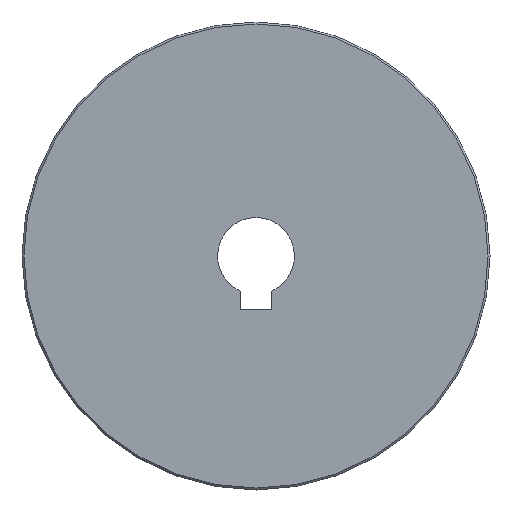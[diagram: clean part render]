
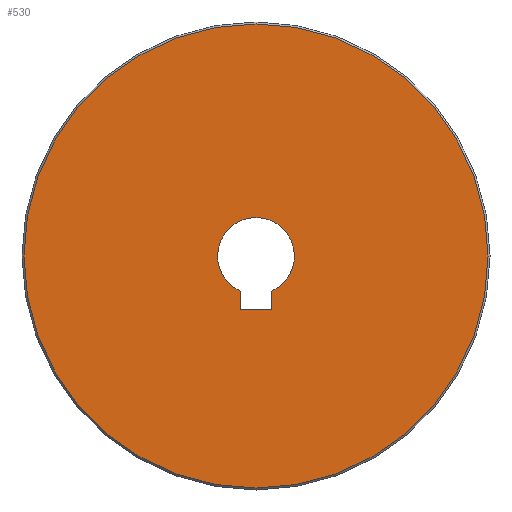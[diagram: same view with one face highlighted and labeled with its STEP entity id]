
A CAD part, front view. The second image highlights one B-rep face of the part: STEP entity #530.
In plain terms, the highlighted planar face has unit normal (0, -1, 0).
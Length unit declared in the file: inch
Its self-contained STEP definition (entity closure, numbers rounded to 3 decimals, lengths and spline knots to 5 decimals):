
#3 = ORIENTED_EDGE ( 'NONE', *, *, #410, .T. ) ;
#25 = VERTEX_POINT ( 'NONE', #688 ) ;
#32 = AXIS2_PLACEMENT_3D ( 'NONE', #155, #157, #148 ) ;
#42 = ORIENTED_EDGE ( 'NONE', *, *, #423, .T. ) ;
#43 = ORIENTED_EDGE ( 'NONE', *, *, #439, .T. ) ;
#78 = VERTEX_POINT ( 'NONE', #686 ) ;
#86 = AXIS2_PLACEMENT_3D ( 'NONE', #367, #362, #359 ) ;
#96 = CARTESIAN_POINT ( 'NONE',  ( -0.0795, 0., -0.18008 ) ) ;
#101 = AXIS2_PLACEMENT_3D ( 'NONE', #459, #456, #454 ) ;
#104 = CARTESIAN_POINT ( 'NONE',  ( 0.0795, 0., -0.18008 ) ) ;
#105 = ORIENTED_EDGE ( 'NONE', *, *, #381, .T. ) ;
#114 = VERTEX_POINT ( 'NONE', #680 ) ;
#137 = AXIS2_PLACEMENT_3D ( 'NONE', #593, #592, #591 ) ;
#148 = DIRECTION ( 'NONE',  ( 0., 0., 1. ) ) ;
#152 = PLANE ( 'NONE',  #32 ) ;
#155 = CARTESIAN_POINT ( 'NONE',  ( 0., 0., 0. ) ) ;
#157 = DIRECTION ( 'NONE',  ( 0., 1., 0. ) ) ;
#199 = FACE_BOUND ( 'NONE', #641, .T. ) ;
#245 = FACE_OUTER_BOUND ( 'NONE', #642, .T. ) ;
#267 = EDGE_CURVE ( 'NONE', #114, #321, #475, .T. ) ;
#321 = VERTEX_POINT ( 'NONE', #557 ) ;
#329 = CIRCLE ( 'NONE', #86, 1.19 ) ;
#333 = VECTOR ( 'NONE', #408, 39.37008 ) ;
#348 = LINE ( 'NONE', #436, #333 ) ;
#352 = VECTOR ( 'NONE', #433, 39.37008 ) ;
#359 = DIRECTION ( 'NONE',  ( 0., 0., 1. ) ) ;
#362 = DIRECTION ( 'NONE',  ( 0., -1., 0. ) ) ;
#367 = CARTESIAN_POINT ( 'NONE',  ( 0., 0., 0. ) ) ;
#368 = VECTOR ( 'NONE', #449, 39.37008 ) ;
#381 = EDGE_CURVE ( 'NONE', #746, #713, #387, .T. ) ;
#387 = CIRCLE ( 'NONE', #101, 0.19685 ) ;
#388 = LINE ( 'NONE', #467, #368 ) ;
#392 = LINE ( 'NONE', #469, #352 ) ;
#396 = EDGE_CURVE ( 'NONE', #78, #746, #388, .T. ) ;
#407 = ORIENTED_EDGE ( 'NONE', *, *, #267, .T. ) ;
#408 = DIRECTION ( 'NONE',  ( 0., 0., -1. ) ) ;
#410 = EDGE_CURVE ( 'NONE', #25, #78, #392, .T. ) ;
#423 = EDGE_CURVE ( 'NONE', #713, #25, #348, .T. ) ;
#433 = DIRECTION ( 'NONE',  ( -1., 0., 0. ) ) ;
#436 = CARTESIAN_POINT ( 'NONE',  ( 0.0795, 0., -0.27635 ) ) ;
#439 = EDGE_CURVE ( 'NONE', #321, #114, #329, .T. ) ;
#449 = DIRECTION ( 'NONE',  ( 0., 0., 1. ) ) ;
#454 = DIRECTION ( 'NONE',  ( 0., 0., 1. ) ) ;
#456 = DIRECTION ( 'NONE',  ( 0., 1., 0. ) ) ;
#459 = CARTESIAN_POINT ( 'NONE',  ( 0., 0., 0. ) ) ;
#467 = CARTESIAN_POINT ( 'NONE',  ( -0.0795, 0., -0.27635 ) ) ;
#469 = CARTESIAN_POINT ( 'NONE',  ( -0.0795, 0., -0.27635 ) ) ;
#475 = CIRCLE ( 'NONE', #137, 1.19 ) ;
#530 = ADVANCED_FACE ( 'NONE', ( #245, #199 ), #152, .F. ) ;
#557 = CARTESIAN_POINT ( 'NONE',  ( 0., 0., 1.19 ) ) ;
#591 = DIRECTION ( 'NONE',  ( 0., 0., 1. ) ) ;
#592 = DIRECTION ( 'NONE',  ( 0., -1., 0. ) ) ;
#593 = CARTESIAN_POINT ( 'NONE',  ( 0., 0., 0. ) ) ;
#641 = EDGE_LOOP ( 'NONE', ( #3, #740, #105, #42 ) ) ;
#642 = EDGE_LOOP ( 'NONE', ( #43, #407 ) ) ;
#680 = CARTESIAN_POINT ( 'NONE',  ( 0., 0., -1.19 ) ) ;
#686 = CARTESIAN_POINT ( 'NONE',  ( -0.0795, 0., -0.27635 ) ) ;
#688 = CARTESIAN_POINT ( 'NONE',  ( 0.0795, 0., -0.27635 ) ) ;
#713 = VERTEX_POINT ( 'NONE', #104 ) ;
#740 = ORIENTED_EDGE ( 'NONE', *, *, #396, .T. ) ;
#746 = VERTEX_POINT ( 'NONE', #96 ) ;
